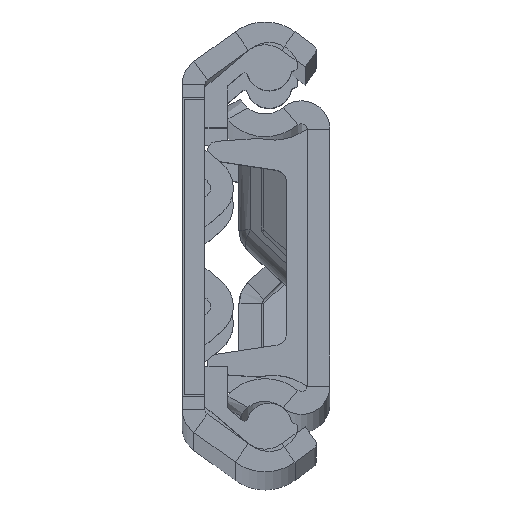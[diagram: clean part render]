
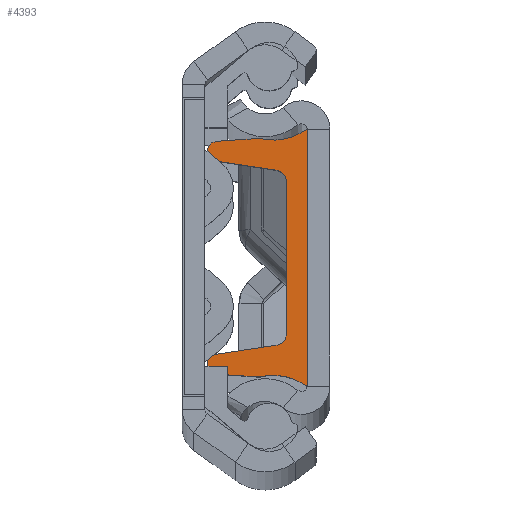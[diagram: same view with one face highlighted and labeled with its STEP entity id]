
A CAD part, top view. The second image highlights one B-rep face of the part: STEP entity #4393.
In plain terms, the highlighted face is planar.
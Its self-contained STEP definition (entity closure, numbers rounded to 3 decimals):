
#74 = CARTESIAN_POINT ( 'NONE',  ( 6., 9.375, 8.8 ) ) ;
#189 = CARTESIAN_POINT ( 'NONE',  ( 6., -7.697, 2.651 ) ) ;
#289 = EDGE_CURVE ( 'NONE', #5110, #5699, #2400, .T. ) ;
#308 = DIRECTION ( 'NONE',  ( 0., 0., -1. ) ) ;
#394 = ORIENTED_EDGE ( 'NONE', *, *, #8369, .T. ) ;
#630 = CARTESIAN_POINT ( 'NONE',  ( 6., 7.697, 2.651 ) ) ;
#732 = ORIENTED_EDGE ( 'NONE', *, *, #4667, .T. ) ;
#763 = CARTESIAN_POINT ( 'NONE',  ( 6., -9.375, 8.8 ) ) ;
#774 = ORIENTED_EDGE ( 'NONE', *, *, #8874, .T. ) ;
#948 = LINE ( 'NONE', #4121, #2165 ) ;
#999 = EDGE_CURVE ( 'NONE', #6301, #1574, #3538, .T. ) ;
#1021 = EDGE_CURVE ( 'NONE', #3580, #8825, #9235, .T. ) ;
#1183 = AXIS2_PLACEMENT_3D ( 'NONE', #4166, #9108, #308 ) ;
#1346 = DIRECTION ( 'NONE',  ( 1., 0., 0. ) ) ;
#1478 = CARTESIAN_POINT ( 'NONE',  ( 6., -8.51, 8.055 ) ) ;
#1488 = VECTOR ( 'NONE', #5634, 1000. ) ;
#1491 = DIRECTION ( 'NONE',  ( 0., -1., 0. ) ) ;
#1524 = VERTEX_POINT ( 'NONE', #5435 ) ;
#1574 = VERTEX_POINT ( 'NONE', #630 ) ;
#1637 = CARTESIAN_POINT ( 'NONE',  ( 6., -10.5, 4.216 ) ) ;
#1762 = DIRECTION ( 'NONE',  ( 1., 0., 0. ) ) ;
#1885 = CARTESIAN_POINT ( 'NONE',  ( 6., 7.136, -1.074 ) ) ;
#1920 = CARTESIAN_POINT ( 'NONE',  ( 6., 9.375, 7.925 ) ) ;
#2131 = CARTESIAN_POINT ( 'NONE',  ( 6., -6.708, 2.8 ) ) ;
#2165 = VECTOR ( 'NONE', #7170, 1000. ) ;
#2174 = CARTESIAN_POINT ( 'NONE',  ( 6., 0., 0. ) ) ;
#2249 = VECTOR ( 'NONE', #6813, 1000. ) ;
#2369 = EDGE_CURVE ( 'NONE', #4687, #3580, #6300, .T. ) ;
#2400 = LINE ( 'NONE', #6367, #1488 ) ;
#2626 = LINE ( 'NONE', #1885, #5714 ) ;
#2642 = CARTESIAN_POINT ( 'NONE',  ( 6., 0., 0. ) ) ;
#2773 = ORIENTED_EDGE ( 'NONE', *, *, #289, .F. ) ;
#2779 = ORIENTED_EDGE ( 'NONE', *, *, #4427, .F. ) ;
#2795 = DIRECTION ( 'NONE',  ( 0., 0., -1. ) ) ;
#2975 = ORIENTED_EDGE ( 'NONE', *, *, #8447, .T. ) ;
#3139 = CARTESIAN_POINT ( 'NONE',  ( 6., -6.708, 1.8 ) ) ;
#3227 = EDGE_CURVE ( 'NONE', #7303, #6370, #4946, .T. ) ;
#3380 = ORIENTED_EDGE ( 'NONE', *, *, #1021, .F. ) ;
#3390 = ORIENTED_EDGE ( 'NONE', *, *, #999, .F. ) ;
#3421 = EDGE_CURVE ( 'NONE', #5699, #7127, #9274, .T. ) ;
#3538 = CIRCLE ( 'NONE', #3701, 1. ) ;
#3580 = VERTEX_POINT ( 'NONE', #4320 ) ;
#3701 = AXIS2_PLACEMENT_3D ( 'NONE', #10002, #6071, #5433 ) ;
#3807 = DIRECTION ( 'NONE',  ( 1., 0., 0. ) ) ;
#4013 = ORIENTED_EDGE ( 'NONE', *, *, #9376, .F. ) ;
#4121 = CARTESIAN_POINT ( 'NONE',  ( 6., 10.734, 0.718 ) ) ;
#4166 = CARTESIAN_POINT ( 'NONE',  ( 6., 15.35, 3. ) ) ;
#4320 = CARTESIAN_POINT ( 'NONE',  ( 6., -11.35, 0. ) ) ;
#4393 = ADVANCED_FACE ( 'NONE', ( #7340 ), #8226, .T. ) ;
#4427 = EDGE_CURVE ( 'NONE', #8825, #7199, #6967, .T. ) ;
#4569 = AXIS2_PLACEMENT_3D ( 'NONE', #1920, #1762, #9095 ) ;
#4602 = AXIS2_PLACEMENT_3D ( 'NONE', #2131, #1346, #5310 ) ;
#4667 = EDGE_CURVE ( 'NONE', #5110, #4721, #9652, .T. ) ;
#4687 = VERTEX_POINT ( 'NONE', #10225 ) ;
#4721 = VERTEX_POINT ( 'NONE', #763 ) ;
#4946 = CIRCLE ( 'NONE', #5270, 0.875 ) ;
#5001 = EDGE_LOOP ( 'NONE', ( #2773, #732, #774, #2779, #3380, #9924, #4013, #2975, #8834, #10181, #5569, #3390, #394, #7440 ) ) ;
#5090 = DIRECTION ( 'NONE',  ( 0., 0., -1. ) ) ;
#5110 = VERTEX_POINT ( 'NONE', #1478 ) ;
#5270 = AXIS2_PLACEMENT_3D ( 'NONE', #6323, #5530, #8729 ) ;
#5310 = DIRECTION ( 'NONE',  ( 0., 0., -1. ) ) ;
#5380 = DIRECTION ( 'NONE',  ( 0., 0., -1. ) ) ;
#5433 = DIRECTION ( 'NONE',  ( 0., 0., -1. ) ) ;
#5435 = CARTESIAN_POINT ( 'NONE',  ( 6., 10.5, 4.216 ) ) ;
#5530 = DIRECTION ( 'NONE',  ( 1., 0., 0. ) ) ;
#5569 = ORIENTED_EDGE ( 'NONE', *, *, #8384, .T. ) ;
#5601 = DIRECTION ( 'NONE',  ( 0., -0.149, -0.989 ) ) ;
#5634 = DIRECTION ( 'NONE',  ( 0., 0.149, -0.989 ) ) ;
#5699 = VERTEX_POINT ( 'NONE', #189 ) ;
#5714 = VECTOR ( 'NONE', #5601, 1000. ) ;
#5958 = AXIS2_PLACEMENT_3D ( 'NONE', #9436, #3807, #8025 ) ;
#6071 = DIRECTION ( 'NONE',  ( 1., 0., 0. ) ) ;
#6235 = CARTESIAN_POINT ( 'NONE',  ( 6., -10.734, 0.718 ) ) ;
#6242 = CIRCLE ( 'NONE', #1183, 5. ) ;
#6253 = VERTEX_POINT ( 'NONE', #9449 ) ;
#6300 = LINE ( 'NONE', #2174, #9114 ) ;
#6301 = VERTEX_POINT ( 'NONE', #9134 ) ;
#6323 = CARTESIAN_POINT ( 'NONE',  ( 6., 9.375, 7.925 ) ) ;
#6367 = CARTESIAN_POINT ( 'NONE',  ( 6., -7.136, -1.074 ) ) ;
#6370 = VERTEX_POINT ( 'NONE', #74 ) ;
#6697 = LINE ( 'NONE', #9895, #10230 ) ;
#6809 = DIRECTION ( 'NONE',  ( 1., 0., 0. ) ) ;
#6813 = DIRECTION ( 'NONE',  ( 0., 0.067, 0.998 ) ) ;
#6902 = DIRECTION ( 'NONE',  ( 1., 0., 0. ) ) ;
#6967 = LINE ( 'NONE', #6235, #2249 ) ;
#7127 = VERTEX_POINT ( 'NONE', #3139 ) ;
#7170 = DIRECTION ( 'NONE',  ( 0., -0.067, 0.998 ) ) ;
#7199 = VERTEX_POINT ( 'NONE', #8979 ) ;
#7303 = VERTEX_POINT ( 'NONE', #9970 ) ;
#7340 = FACE_OUTER_BOUND ( 'NONE', #5001, .T. ) ;
#7440 = ORIENTED_EDGE ( 'NONE', *, *, #3421, .F. ) ;
#7687 = CARTESIAN_POINT ( 'NONE',  ( 6., -15.35, 3. ) ) ;
#8025 = DIRECTION ( 'NONE',  ( 0., 0., -1. ) ) ;
#8226 = PLANE ( 'NONE',  #9144 ) ;
#8369 = EDGE_CURVE ( 'NONE', #6301, #7127, #6697, .T. ) ;
#8384 = EDGE_CURVE ( 'NONE', #6253, #1574, #2626, .T. ) ;
#8447 = EDGE_CURVE ( 'NONE', #1524, #7303, #948, .T. ) ;
#8573 = AXIS2_PLACEMENT_3D ( 'NONE', #7687, #6902, #5380 ) ;
#8729 = DIRECTION ( 'NONE',  ( 0., 0., -1. ) ) ;
#8825 = VERTEX_POINT ( 'NONE', #1637 ) ;
#8834 = ORIENTED_EDGE ( 'NONE', *, *, #3227, .T. ) ;
#8874 = EDGE_CURVE ( 'NONE', #4721, #7199, #9241, .T. ) ;
#8979 = CARTESIAN_POINT ( 'NONE',  ( 6., -10.248, 7.983 ) ) ;
#9078 = DIRECTION ( 'NONE',  ( 1., 0., 0. ) ) ;
#9095 = DIRECTION ( 'NONE',  ( 0., 0., -1. ) ) ;
#9108 = DIRECTION ( 'NONE',  ( 1., 0., 0. ) ) ;
#9114 = VECTOR ( 'NONE', #1491, 1000. ) ;
#9134 = CARTESIAN_POINT ( 'NONE',  ( 6., 6.708, 1.8 ) ) ;
#9144 = AXIS2_PLACEMENT_3D ( 'NONE', #2642, #9078, #5090 ) ;
#9235 = CIRCLE ( 'NONE', #8573, 5. ) ;
#9241 = CIRCLE ( 'NONE', #9415, 0.875 ) ;
#9274 = CIRCLE ( 'NONE', #4602, 1. ) ;
#9376 = EDGE_CURVE ( 'NONE', #1524, #4687, #6242, .T. ) ;
#9415 = AXIS2_PLACEMENT_3D ( 'NONE', #10007, #6809, #2795 ) ;
#9436 = CARTESIAN_POINT ( 'NONE',  ( 6., -9.375, 7.925 ) ) ;
#9449 = CARTESIAN_POINT ( 'NONE',  ( 6., 8.51, 8.055 ) ) ;
#9652 = CIRCLE ( 'NONE', #5958, 0.875 ) ;
#9762 = CIRCLE ( 'NONE', #4569, 0.875 ) ;
#9837 = EDGE_CURVE ( 'NONE', #6370, #6253, #9762, .T. ) ;
#9847 = DIRECTION ( 'NONE',  ( 0., -1., 0. ) ) ;
#9895 = CARTESIAN_POINT ( 'NONE',  ( 6., 0., 1.8 ) ) ;
#9924 = ORIENTED_EDGE ( 'NONE', *, *, #2369, .F. ) ;
#9970 = CARTESIAN_POINT ( 'NONE',  ( 6., 10.248, 7.983 ) ) ;
#10002 = CARTESIAN_POINT ( 'NONE',  ( 6., 6.708, 2.8 ) ) ;
#10007 = CARTESIAN_POINT ( 'NONE',  ( 6., -9.375, 7.925 ) ) ;
#10181 = ORIENTED_EDGE ( 'NONE', *, *, #9837, .T. ) ;
#10225 = CARTESIAN_POINT ( 'NONE',  ( 6., 11.35, 0. ) ) ;
#10230 = VECTOR ( 'NONE', #9847, 1000. ) ;
